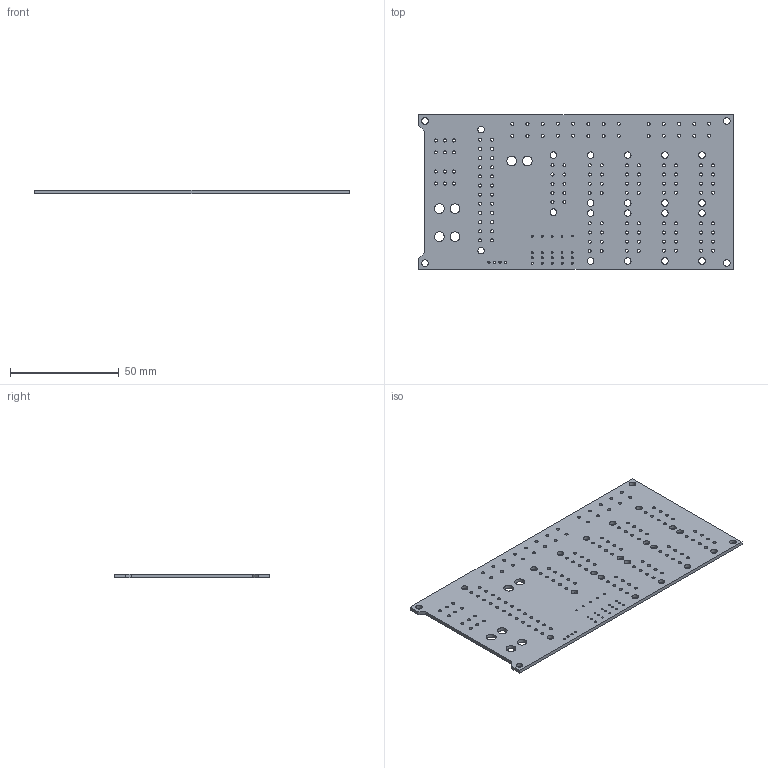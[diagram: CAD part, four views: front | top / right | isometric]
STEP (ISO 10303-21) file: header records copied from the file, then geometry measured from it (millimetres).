
FILE_DESCRIPTION(('KiCad electronic assembly'),'2;1');
FILE_NAME('ATX_PSU_Board.step','2023-01-09T20:08:47',('Pcbnew'),('Kicad' ),'Open CASCADE STEP processor 7.6','KiCad to STEP converter', 'Unknown');
FILE_SCHEMA(('AUTOMOTIVE_DESIGN { 1 0 10303 214 1 1 1 1 }'));
Length unit declared in the file: millimetre
Products named in the file (2): ATX_PSU_Board 1; ATX_PSU_Board PCB
Assembly tree (1 placements, depth 2):
  ATX_PSU_Board 1
    ATX_PSU_Board PCB
Bounding box: 144.44 x 71.12 x 1.6 mm (x, y, z)
Volume: 15414.9 mm3; surface area: 21523 mm2
Topology: 1 solids, 1 shells, 201 faces, 597 edges, 398 vertices
Faces by surface type: cylinder 190, plane 11
Full cylindrical faces by diameter (mm): 0.8 x10, 0.9 x10, 1 x4, 1.4 x136, 3 x20, 3.048 x4, 4.5 x6
Entity records: 16679 total; most frequent: CARTESIAN_POINT 4672, DIRECTION 2197, ORIENTED_EDGE 1194, PCURVE 1194, DEFINITIONAL_REPRESENTATION 1194, LINE 1031, VECTOR 1031, EDGE_CURVE 597
